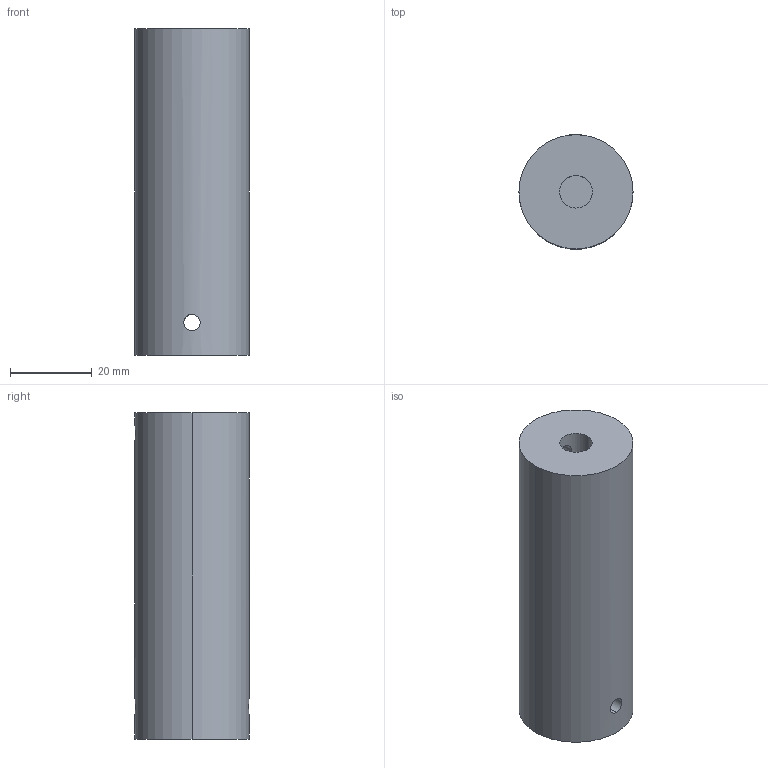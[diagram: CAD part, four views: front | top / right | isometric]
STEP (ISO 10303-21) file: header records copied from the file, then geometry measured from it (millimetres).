
FILE_DESCRIPTION (( 'STEP AP203' ), '1' );
FILE_NAME ('薊粣ん - 萵掛.STEP', '2025-12-10T06:53:34', ( '' ), ( '' ), 'SwSTEP 2.0', 'SolidWorks 2025', '' );
FILE_SCHEMA (( 'CONFIG_CONTROL_DESIGN' ));
Length unit declared in the file: millimetre
Products named in the file (1): 联轴器 - 副本
Bounding box: 28 x 28 x 80 mm (x, y, z)
Volume: 47477.4 mm3; surface area: 9394.7 mm2
Topology: 1 solids, 1 shells, 16 faces, 36 edges, 24 vertices
Faces by surface type: cylinder 12, plane 4
Entity records: 849 total; most frequent: CARTESIAN_POINT 409, ORIENTED_EDGE 72, DIRECTION 70, EDGE_CURVE 36, AXIS2_PLACEMENT_3D 29, VERTEX_POINT 24, EDGE_LOOP 24, ADVANCED_FACE 16
